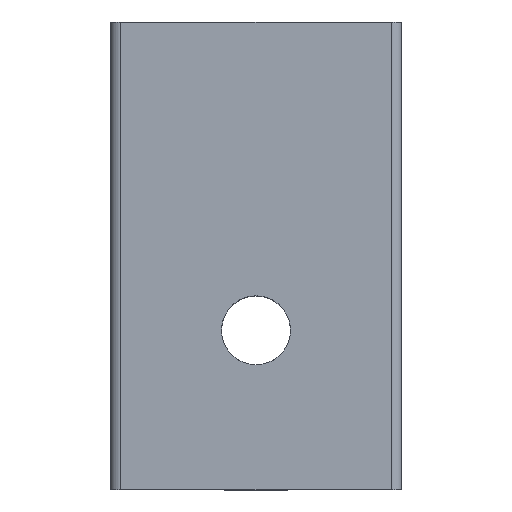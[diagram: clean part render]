
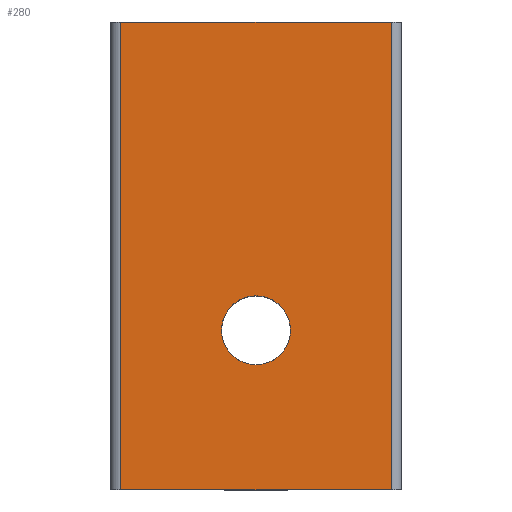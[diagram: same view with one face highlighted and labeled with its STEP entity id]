
A CAD part, top view. The second image highlights one B-rep face of the part: STEP entity #280.
In plain terms, the highlighted planar face has unit normal (0, 0, 1).
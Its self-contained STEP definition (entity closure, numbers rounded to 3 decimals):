
#15=FACE_BOUND('',#51,.T.);
#22=PLANE('',#332);
#35=FACE_OUTER_BOUND('',#50,.T.);
#50=EDGE_LOOP('',(#239,#240,#241,#242));
#51=EDGE_LOOP('',(#243,#244));
#71=LINE('',#537,#87);
#73=LINE('',#544,#89);
#74=LINE('',#546,#90);
#75=LINE('',#547,#91);
#87=VECTOR('',#399,1000.);
#89=VECTOR('',#409,1000.);
#90=VECTOR('',#410,1000.);
#91=VECTOR('',#411,1000.);
#93=CIRCLE('',#306,1.621);
#94=CIRCLE('',#307,1.621);
#113=VERTEX_POINT('',#427);
#114=VERTEX_POINT('',#428);
#138=VERTEX_POINT('',#534);
#139=VERTEX_POINT('',#536);
#140=VERTEX_POINT('',#543);
#141=VERTEX_POINT('',#545);
#142=EDGE_CURVE('',#113,#114,#93,.T.);
#143=EDGE_CURVE('',#114,#113,#94,.T.);
#173=EDGE_CURVE('',#138,#139,#71,.T.);
#177=EDGE_CURVE('',#140,#138,#73,.T.);
#178=EDGE_CURVE('',#141,#140,#74,.T.);
#179=EDGE_CURVE('',#139,#141,#75,.T.);
#239=ORIENTED_EDGE('',*,*,#173,.F.);
#240=ORIENTED_EDGE('',*,*,#177,.F.);
#241=ORIENTED_EDGE('',*,*,#178,.F.);
#242=ORIENTED_EDGE('',*,*,#179,.F.);
#243=ORIENTED_EDGE('',*,*,#142,.T.);
#244=ORIENTED_EDGE('',*,*,#143,.T.);
#280=ADVANCED_FACE('',(#35,#15),#22,.F.);
#306=AXIS2_PLACEMENT_3D('',#429,#343,#344);
#307=AXIS2_PLACEMENT_3D('',#430,#345,#346);
#332=AXIS2_PLACEMENT_3D('',#542,#407,#408);
#343=DIRECTION('center_axis',(0.,0.,
-1.));
#344=DIRECTION('ref_axis',(1.,0.,0.));
#345=DIRECTION('center_axis',(0.,0.,
-1.));
#346=DIRECTION('ref_axis',(1.,0.,0.));
#399=DIRECTION('',(0.,1.,0.));
#407=DIRECTION('center_axis',(0.,0.,
-1.));
#408=DIRECTION('ref_axis',(1.,0.,0.));
#409=DIRECTION('',(-1.,0.,0.));
#410=DIRECTION('',(0.,-1.,0.));
#411=DIRECTION('',(1.,0.,0.));
#427=CARTESIAN_POINT('',(1.621,-3.5,0.));
#428=CARTESIAN_POINT('',(-1.621,-3.5,0.));
#429=CARTESIAN_POINT('Origin',(0.,-3.5,0.));
#430=CARTESIAN_POINT('Origin',(0.,-3.5,0.));
#534=CARTESIAN_POINT('',(-6.35,-11.,0.));
#536=CARTESIAN_POINT('',(-6.35,11.,0.));
#537=CARTESIAN_POINT('',(-6.35,-11.,0.));
#542=CARTESIAN_POINT('Origin',(6.35,-11.,0.));
#543=CARTESIAN_POINT('',(6.35,-11.,0.));
#544=CARTESIAN_POINT('',(6.35,-11.,0.));
#545=CARTESIAN_POINT('',(6.35,11.,0.));
#546=CARTESIAN_POINT('',(6.35,-11.,0.));
#547=CARTESIAN_POINT('',(6.35,11.,0.));
